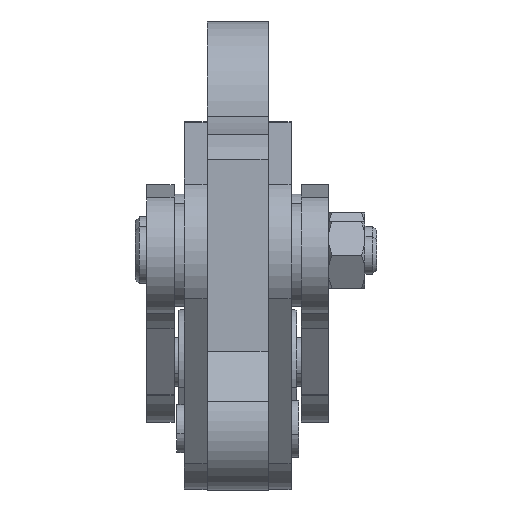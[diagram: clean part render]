
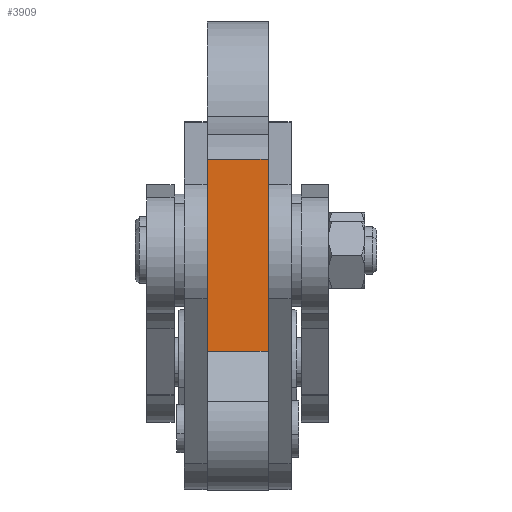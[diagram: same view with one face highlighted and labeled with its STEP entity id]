
A CAD part, front view. The second image highlights one B-rep face of the part: STEP entity #3909.
In plain terms, the highlighted planar face has unit normal (0, -1, 0).
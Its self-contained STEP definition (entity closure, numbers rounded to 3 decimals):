
#75 = VERTEX_POINT ( 'NONE', #2392 ) ;
#141 = AXIS2_PLACEMENT_3D ( 'NONE', #4748, #8624, #4084 ) ;
#224 = VECTOR ( 'NONE', #5847, 1000. ) ;
#813 = ORIENTED_EDGE ( 'NONE', *, *, #962, .T. ) ;
#962 = EDGE_CURVE ( 'NONE', #75, #7988, #3107, .T. ) ;
#1234 = VERTEX_POINT ( 'NONE', #4155 ) ;
#1700 = EDGE_CURVE ( 'NONE', #1234, #7988, #3533, .T. ) ;
#2062 = DIRECTION ( 'NONE',  ( 1., 0., 0. ) ) ;
#2351 = VECTOR ( 'NONE', #3905, 1000. ) ;
#2392 = CARTESIAN_POINT ( 'NONE',  ( 7.975, 0., -25.2 ) ) ;
#2924 = EDGE_LOOP ( 'NONE', ( #813, #5165, #7944, #4995 ) ) ;
#2979 = VERTEX_POINT ( 'NONE', #6773 ) ;
#3107 = LINE ( 'NONE', #8090, #7866 ) ;
#3533 = LINE ( 'NONE', #6084, #224 ) ;
#3806 = LINE ( 'NONE', #6512, #4405 ) ;
#3905 = DIRECTION ( 'NONE',  ( 0., 0., 1. ) ) ;
#3909 = ADVANCED_FACE ( 'NONE', ( #8556 ), #8838, .F. ) ;
#4084 = DIRECTION ( 'NONE',  ( 0., 0., -1. ) ) ;
#4155 = CARTESIAN_POINT ( 'NONE',  ( -7.975, 0., 25.2 ) ) ;
#4405 = VECTOR ( 'NONE', #2062, 1000. ) ;
#4748 = CARTESIAN_POINT ( 'NONE',  ( -7.975, 0., -25.2 ) ) ;
#4995 = ORIENTED_EDGE ( 'NONE', *, *, #7368, .T. ) ;
#5165 = ORIENTED_EDGE ( 'NONE', *, *, #1700, .F. ) ;
#5714 = CARTESIAN_POINT ( 'NONE',  ( 7.975, 0., 25.2 ) ) ;
#5847 = DIRECTION ( 'NONE',  ( 1., 0., 0. ) ) ;
#6084 = CARTESIAN_POINT ( 'NONE',  ( -7.975, 0., 25.2 ) ) ;
#6512 = CARTESIAN_POINT ( 'NONE',  ( -7.975, 0., -25.2 ) ) ;
#6773 = CARTESIAN_POINT ( 'NONE',  ( -7.975, 0., -25.2 ) ) ;
#6952 = CARTESIAN_POINT ( 'NONE',  ( -7.975, 0., -25.2 ) ) ;
#7368 = EDGE_CURVE ( 'NONE', #2979, #75, #3806, .T. ) ;
#7866 = VECTOR ( 'NONE', #7962, 1000. ) ;
#7897 = EDGE_CURVE ( 'NONE', #2979, #1234, #8951, .T. ) ;
#7944 = ORIENTED_EDGE ( 'NONE', *, *, #7897, .F. ) ;
#7962 = DIRECTION ( 'NONE',  ( 0., 0., 1. ) ) ;
#7988 = VERTEX_POINT ( 'NONE', #5714 ) ;
#8090 = CARTESIAN_POINT ( 'NONE',  ( 7.975, 0., -25.2 ) ) ;
#8556 = FACE_OUTER_BOUND ( 'NONE', #2924, .T. ) ;
#8624 = DIRECTION ( 'NONE',  ( 0., 1., 0. ) ) ;
#8838 = PLANE ( 'NONE',  #141 ) ;
#8951 = LINE ( 'NONE', #6952, #2351 ) ;
